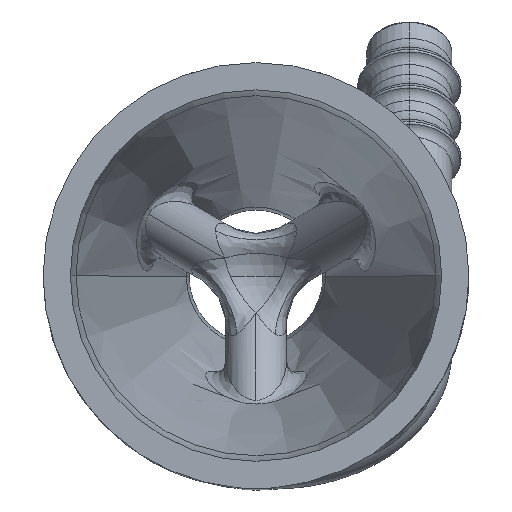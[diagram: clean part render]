
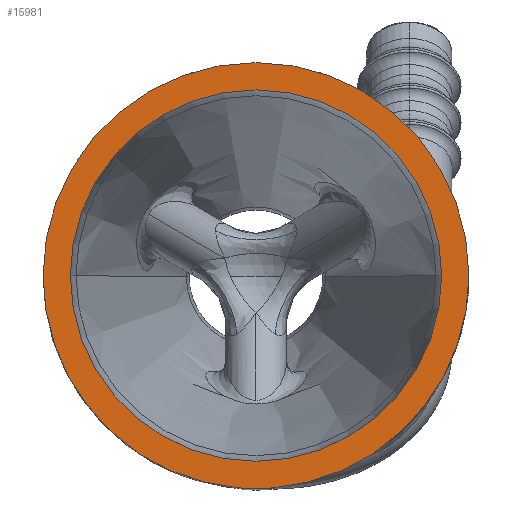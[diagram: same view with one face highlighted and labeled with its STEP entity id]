
A CAD part, top view. The second image highlights one B-rep face of the part: STEP entity #15981.
In plain terms, the highlighted planar face has unit normal (0, 0, 1).
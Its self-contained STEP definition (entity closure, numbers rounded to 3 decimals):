
#325 = VERTEX_POINT ( 'NONE', #9711 ) ;
#950 = CARTESIAN_POINT ( 'NONE',  ( 0., 0., 0. ) ) ;
#1203 = EDGE_CURVE ( 'NONE', #31632, #24218, #8090, .T. ) ;
#1408 = LINE ( 'NONE', #17727, #20281 ) ;
#1867 = CARTESIAN_POINT ( 'NONE',  ( 1.056, -13.258, 0. ) ) ;
#1997 = ORIENTED_EDGE ( 'NONE', *, *, #31306, .F. ) ;
#2114 = AXIS2_PLACEMENT_3D ( 'NONE', #13735, #31364, #6020 ) ;
#2333 = DIRECTION ( 'NONE',  ( -1., 0., 0. ) ) ;
#2362 = DIRECTION ( 'NONE',  ( 1., 0., 0. ) ) ;
#2660 = CARTESIAN_POINT ( 'NONE',  ( 0.8, -12.5, 0. ) ) ;
#2701 = ORIENTED_EDGE ( 'NONE', *, *, #16594, .T. ) ;
#3003 = AXIS2_PLACEMENT_3D ( 'NONE', #3648, #31832, #16419 ) ;
#3648 = CARTESIAN_POINT ( 'NONE',  ( 0., 0., 0. ) ) ;
#3951 = EDGE_CURVE ( 'NONE', #29888, #31632, #19248, .T. ) ;
#4592 = DIRECTION ( 'NONE',  ( 0., 0., -1. ) ) ;
#6020 = DIRECTION ( 'NONE',  ( 1., 0., 0. ) ) ;
#6161 = DIRECTION ( 'NONE',  ( 0., 0., 1. ) ) ;
#6388 = CIRCLE ( 'NONE', #29258, 0.8 ) ;
#7152 = EDGE_CURVE ( 'NONE', #325, #21308, #16739, .T. ) ;
#7216 = CARTESIAN_POINT ( 'NONE',  ( -0.992, -12.461, 0. ) ) ;
#7945 = CIRCLE ( 'NONE', #29699, 0.8 ) ;
#8035 = AXIS2_PLACEMENT_3D ( 'NONE', #10019, #15169, #2362 ) ;
#8090 = CIRCLE ( 'NONE', #24013, 12.5 ) ;
#9520 = EDGE_LOOP ( 'NONE', ( #24806, #10055, #2701, #30006, #1997, #19147 ) ) ;
#9711 = CARTESIAN_POINT ( 'NONE',  ( -10.9, 0., 0. ) ) ;
#10019 = CARTESIAN_POINT ( 'NONE',  ( 0., 0., 0. ) ) ;
#10055 = ORIENTED_EDGE ( 'NONE', *, *, #1203, .T. ) ;
#10649 = DIRECTION ( 'NONE',  ( 1., 0., 0. ) ) ;
#11718 = PLANE ( 'NONE',  #3003 ) ;
#12314 = DIRECTION ( 'NONE',  ( 1., 0., 0. ) ) ;
#12428 = FACE_OUTER_BOUND ( 'NONE', #9520, .T. ) ;
#12617 = DIRECTION ( 'NONE',  ( 0., 0., 1. ) ) ;
#12778 = DIRECTION ( 'NONE',  ( 1., 0., 0. ) ) ;
#13735 = CARTESIAN_POINT ( 'NONE',  ( 0., 0., 0. ) ) ;
#14018 = CARTESIAN_POINT ( 'NONE',  ( -12.5, 0., 0. ) ) ;
#15169 = DIRECTION ( 'NONE',  ( 0., 0., 1. ) ) ;
#15466 = ORIENTED_EDGE ( 'NONE', *, *, #15729, .F. ) ;
#15616 = DIRECTION ( 'NONE',  ( 1., 0., 0. ) ) ;
#15729 = EDGE_CURVE ( 'NONE', #21308, #325, #26011, .T. ) ;
#15981 = ADVANCED_FACE ( 'NONE', ( #29276, #12428 ), #11718, .T. ) ;
#16221 = ORIENTED_EDGE ( 'NONE', *, *, #7152, .F. ) ;
#16306 = CARTESIAN_POINT ( 'NONE',  ( 10.9, 0., 0. ) ) ;
#16419 = DIRECTION ( 'NONE',  ( 1., 0., 0. ) ) ;
#16594 = EDGE_CURVE ( 'NONE', #24218, #20135, #18838, .T. ) ;
#16739 = CIRCLE ( 'NONE', #8035, 10.9 ) ;
#16779 = VERTEX_POINT ( 'NONE', #2660 ) ;
#17500 = EDGE_CURVE ( 'NONE', #16779, #29888, #6388, .T. ) ;
#17727 = CARTESIAN_POINT ( 'NONE',  ( 0.8, -12.5, 0. ) ) ;
#18617 = CARTESIAN_POINT ( 'NONE',  ( -1.056, -13.258, 0. ) ) ;
#18838 = CIRCLE ( 'NONE', #19946, 12.5 ) ;
#19130 = EDGE_CURVE ( 'NONE', #20135, #25729, #7945, .T. ) ;
#19147 = ORIENTED_EDGE ( 'NONE', *, *, #17500, .T. ) ;
#19248 = CIRCLE ( 'NONE', #29903, 12.5 ) ;
#19946 = AXIS2_PLACEMENT_3D ( 'NONE', #23074, #30185, #12778 ) ;
#20135 = VERTEX_POINT ( 'NONE', #7216 ) ;
#20281 = VECTOR ( 'NONE', #2333, 1000. ) ;
#21308 = VERTEX_POINT ( 'NONE', #16306 ) ;
#21679 = CARTESIAN_POINT ( 'NONE',  ( -0.8, -12.5, 0. ) ) ;
#22051 = CARTESIAN_POINT ( 'NONE',  ( 12.5, 0., 0. ) ) ;
#23074 = CARTESIAN_POINT ( 'NONE',  ( 0., 0., 0. ) ) ;
#24013 = AXIS2_PLACEMENT_3D ( 'NONE', #950, #6161, #31850 ) ;
#24218 = VERTEX_POINT ( 'NONE', #14018 ) ;
#24806 = ORIENTED_EDGE ( 'NONE', *, *, #3951, .T. ) ;
#25729 = VERTEX_POINT ( 'NONE', #21679 ) ;
#25788 = CARTESIAN_POINT ( 'NONE',  ( 0., 0., 0. ) ) ;
#26011 = CIRCLE ( 'NONE', #2114, 10.9 ) ;
#26085 = DIRECTION ( 'NONE',  ( 0., 0., -1. ) ) ;
#29258 = AXIS2_PLACEMENT_3D ( 'NONE', #1867, #4592, #12314 ) ;
#29276 = FACE_BOUND ( 'NONE', #30314, .T. ) ;
#29380 = CARTESIAN_POINT ( 'NONE',  ( 0.992, -12.461, 0. ) ) ;
#29699 = AXIS2_PLACEMENT_3D ( 'NONE', #18617, #26085, #10649 ) ;
#29888 = VERTEX_POINT ( 'NONE', #29380 ) ;
#29903 = AXIS2_PLACEMENT_3D ( 'NONE', #25788, #12617, #15616 ) ;
#30006 = ORIENTED_EDGE ( 'NONE', *, *, #19130, .T. ) ;
#30185 = DIRECTION ( 'NONE',  ( 0., 0., 1. ) ) ;
#30314 = EDGE_LOOP ( 'NONE', ( #15466, #16221 ) ) ;
#31306 = EDGE_CURVE ( 'NONE', #16779, #25729, #1408, .T. ) ;
#31364 = DIRECTION ( 'NONE',  ( 0., 0., 1. ) ) ;
#31632 = VERTEX_POINT ( 'NONE', #22051 ) ;
#31832 = DIRECTION ( 'NONE',  ( 0., 0., 1. ) ) ;
#31850 = DIRECTION ( 'NONE',  ( 1., 0., 0. ) ) ;
